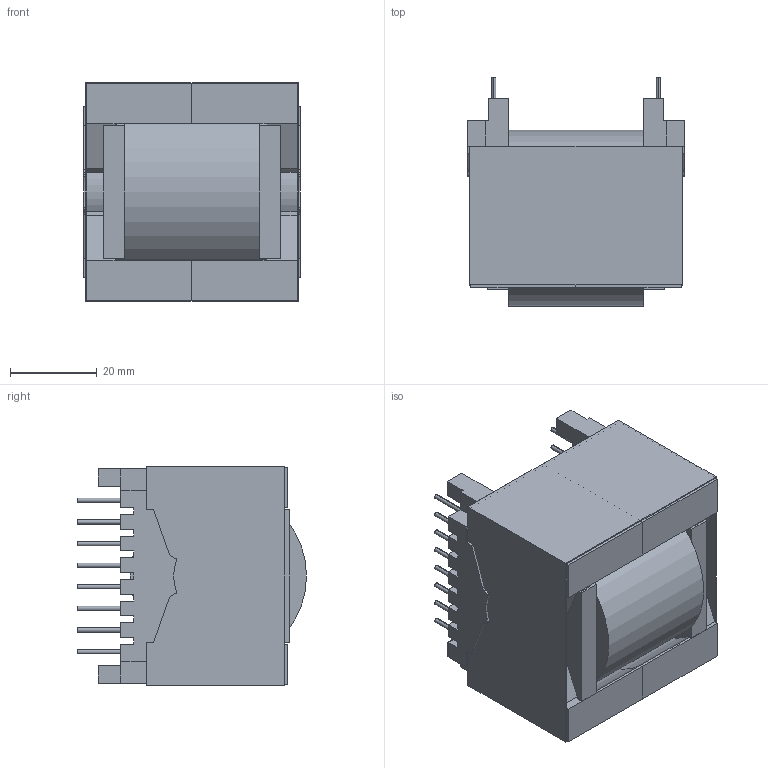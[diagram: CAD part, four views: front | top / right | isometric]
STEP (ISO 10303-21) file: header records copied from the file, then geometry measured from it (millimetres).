
FILE_DESCRIPTION (( 'STEP AP214' ), '1' );
FILE_NAME ('PQ5050S.STEP', '2023-09-02T18:10:07', ( '微软用户' ), ( '微软中国' ), 'SwSTEP 2.0', 'SolidWorks 2018', '' );
FILE_SCHEMA (( 'AUTOMOTIVE_DESIGN' ));
Length unit declared in the file: millimetre
Products named in the file (1): PQ5050S
Bounding box: 50 x 52.9 x 50.5 mm (x, y, z)
Volume: 72781.1 mm3; surface area: 48713.4 mm2
Topology: 4 solids, 4 shells, 704 faces, 1967 edges, 1308 vertices
Faces by surface type: plane 448, bspline 134, cylinder 122
Entity records: 32191 total; most frequent: CARTESIAN_POINT 11134, ORIENTED_EDGE 3934, DIRECTION 3047, EDGE_CURVE 1967, VECTOR 1389, LINE 1389, VERTEX_POINT 1308, AXIS2_PLACEMENT_3D 829
